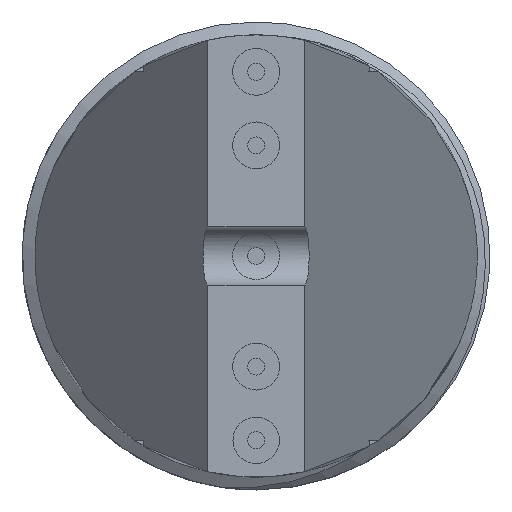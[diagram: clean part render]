
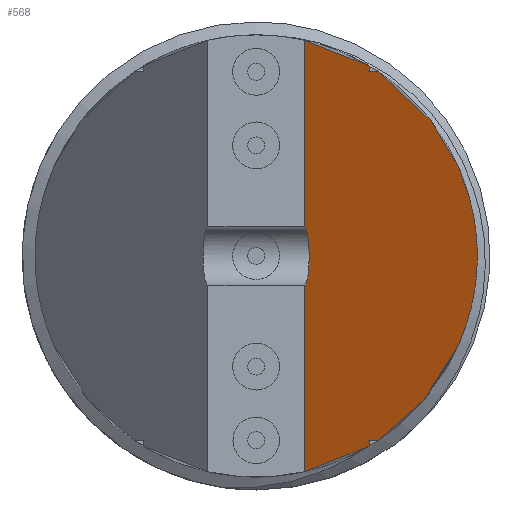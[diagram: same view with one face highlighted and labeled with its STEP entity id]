
A CAD part, left-side view. The second image highlights one B-rep face of the part: STEP entity #568.
In plain terms, the highlighted planar face has unit normal (-0.158, -0.987, 0).
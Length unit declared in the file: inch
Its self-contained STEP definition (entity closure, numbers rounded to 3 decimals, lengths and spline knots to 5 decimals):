
#13 = EDGE_CURVE ( 'NONE', #2346, #2440, #4369, .T. ) ;
#60 = EDGE_CURVE ( 'NONE', #3722, #1613, #1919, .T. ) ;
#86 = AXIS2_PLACEMENT_3D ( 'NONE', #3074, #1168, #1190 ) ;
#111 = CARTESIAN_POINT ( 'NONE',  ( 0., -0.02576, 0.0985 ) ) ;
#142 =( BOUNDED_CURVE ( )  B_SPLINE_CURVE ( 3, ( #1197, #2625, #1219, #1174 ),
 .UNSPECIFIED., .F., .F. ) 
 B_SPLINE_CURVE_WITH_KNOTS ( ( 4, 4 ),
 ( 2.15534, 4.12785 ),
 .UNSPECIFIED. ) 
 CURVE ( )  GEOMETRIC_REPRESENTATION_ITEM ( )  RATIONAL_B_SPLINE_CURVE ( ( 1., 0.701, 0.701, 1. ) ) 
 REPRESENTATION_ITEM ( '' )  );
#201 = DIRECTION ( 'NONE',  ( 0., 0., 1. ) ) ;
#228 = ORIENTED_EDGE ( 'NONE', *, *, #13, .F. ) ;
#341 = ORIENTED_EDGE ( 'NONE', *, *, #60, .F. ) ;
#362 = CARTESIAN_POINT ( 'NONE',  ( 0.21654, -0.06041, 0.3937 ) ) ;
#370 = CARTESIAN_POINT ( 'NONE',  ( 0.07644, -0.03799, 0.11253 ) ) ;
#439 = DIRECTION ( 'NONE',  ( -0.987, 0.158, 0. ) ) ;
#534 = CARTESIAN_POINT ( 'NONE',  ( 0., -0.02576, -0.11527 ) ) ;
#568 = ADVANCED_FACE ( 'NONE', ( #2975 ), #3707, .F. ) ;
#626 = VERTEX_POINT ( 'NONE', #2093 ) ;
#765 = CARTESIAN_POINT ( 'NONE',  ( 0., -0.02576, -0.11527 ) ) ;
#785 = CARTESIAN_POINT ( 'NONE',  ( 0., -0.02576, 0.3937 ) ) ;
#811 = CARTESIAN_POINT ( 'NONE',  ( 0.21654, -0.06041, -0.10149 ) ) ;
#890 = CARTESIAN_POINT ( 'NONE',  ( 0.21654, -0.06041, -0.0985 ) ) ;
#895 = VERTEX_POINT ( 'NONE', #3615 ) ;
#999 = CARTESIAN_POINT ( 'NONE',  ( 0.21654, -0.06041, 0.3937 ) ) ;
#1166 = CARTESIAN_POINT ( 'NONE',  ( 0.07644, -0.03799, -0.11253 ) ) ;
#1168 = DIRECTION ( 'NONE',  ( 0.158, 0.987, 0. ) ) ;
#1174 = CARTESIAN_POINT ( 'NONE',  ( 0.24634, -0.06517, -0.0985 ) ) ;
#1190 = DIRECTION ( 'NONE',  ( 0., 0., -1. ) ) ;
#1197 = CARTESIAN_POINT ( 'NONE',  ( 0.24634, -0.06517, 0.0985 ) ) ;
#1219 = CARTESIAN_POINT ( 'NONE',  ( 0.73452, -0.14327, -0.04682 ) ) ;
#1306 = CARTESIAN_POINT ( 'NONE',  ( 0.0315, -0.0308, 0.01575 ) ) ;
#1351 = LINE ( 'NONE', #999, #1360 ) ;
#1360 = VECTOR ( 'NONE', #201, 39.37008 ) ;
#1364 = EDGE_LOOP ( 'NONE', ( #2081, #3818, #341, #3029, #228, #2295, #3014, #2539, #4279, #2756 ) ) ;
#1429 = EDGE_CURVE ( 'NONE', #2440, #3722, #2874, .T. ) ;
#1438 = CARTESIAN_POINT ( 'NONE',  ( 0.14923, -0.04964, 0.1079 ) ) ;
#1504 = VECTOR ( 'NONE', #1807, 39.37008 ) ;
#1527 = CARTESIAN_POINT ( 'NONE',  ( 0.21654, -0.06041, -0.10149 ) ) ;
#1538 = EDGE_CURVE ( 'NONE', #626, #1750, #3350, .T. ) ;
#1546 = EDGE_CURVE ( 'NONE', #895, #1613, #3684, .T. ) ;
#1547 = DIRECTION ( 'NONE',  ( 0., 0., -1. ) ) ;
#1613 = VERTEX_POINT ( 'NONE', #534 ) ;
#1617 = CARTESIAN_POINT ( 'NONE',  ( 0.21654, -0.06041, 0.10149 ) ) ;
#1620 =( BOUNDED_CURVE ( )  B_SPLINE_CURVE ( 3, ( #1840, #370, #1438, #4615 ),
 .UNSPECIFIED., .F., .F. ) 
 B_SPLINE_CURVE_WITH_KNOTS ( ( 4, 4 ),
 ( 1.7907, 2.10765 ),
 .UNSPECIFIED. ) 
 CURVE ( )  GEOMETRIC_REPRESENTATION_ITEM ( )  RATIONAL_B_SPLINE_CURVE ( ( 1., 0.992, 0.992, 1. ) ) 
 REPRESENTATION_ITEM ( '' )  );
#1683 = EDGE_CURVE ( 'NONE', #895, #1750, #1765, .T. ) ;
#1686 = CARTESIAN_POINT ( 'NONE',  ( 0., -0.02576, -0.01575 ) ) ;
#1709 = CARTESIAN_POINT ( 'NONE',  ( 0., -0.02576, 0.01575 ) ) ;
#1723 = EDGE_CURVE ( 'NONE', #2401, #1992, #1351, .T. ) ;
#1728 = CARTESIAN_POINT ( 'NONE',  ( 0., -0.02576, 0.01575 ) ) ;
#1750 = VERTEX_POINT ( 'NONE', #1709 ) ;
#1765 =( BOUNDED_CURVE ( )  B_SPLINE_CURVE ( 3, ( #1686, #3806, #1306, #1728 ),
 .UNSPECIFIED., .F., .F. ) 
 B_SPLINE_CURVE_WITH_KNOTS ( ( 4, 4 ),
 ( 4.71239, 7.85398 ),
 .UNSPECIFIED. ) 
 CURVE ( )  GEOMETRIC_REPRESENTATION_ITEM ( )  RATIONAL_B_SPLINE_CURVE ( ( 1., 0.333, 0.333, 1. ) ) 
 REPRESENTATION_ITEM ( '' )  );
#1787 = VECTOR ( 'NONE', #3686, 39.37008 ) ;
#1807 = DIRECTION ( 'NONE',  ( 0., 0., -1. ) ) ;
#1840 = CARTESIAN_POINT ( 'NONE',  ( 0., -0.02576, 0.11527 ) ) ;
#1919 =( BOUNDED_CURVE ( )  B_SPLINE_CURVE ( 3, ( #811, #2572, #1166, #765 ),
 .UNSPECIFIED., .F., .F. ) 
 B_SPLINE_CURVE_WITH_KNOTS ( ( 4, 4 ),
 ( 4.17553, 4.49248 ),
 .UNSPECIFIED. ) 
 CURVE ( )  GEOMETRIC_REPRESENTATION_ITEM ( )  RATIONAL_B_SPLINE_CURVE ( ( 1., 0.992, 0.992, 1. ) ) 
 REPRESENTATION_ITEM ( '' )  );
#1929 = LINE ( 'NONE', #111, #3756 ) ;
#1976 = DIRECTION ( 'NONE',  ( 0., 0., -1. ) ) ;
#1992 = VERTEX_POINT ( 'NONE', #1617 ) ;
#2081 = ORIENTED_EDGE ( 'NONE', *, *, #1683, .F. ) ;
#2093 = CARTESIAN_POINT ( 'NONE',  ( 0., -0.02576, 0.11527 ) ) ;
#2185 = VERTEX_POINT ( 'NONE', #4618 ) ;
#2295 = ORIENTED_EDGE ( 'NONE', *, *, #3081, .F. ) ;
#2346 = VERTEX_POINT ( 'NONE', #3813 ) ;
#2401 = VERTEX_POINT ( 'NONE', #3028 ) ;
#2440 = VERTEX_POINT ( 'NONE', #890 ) ;
#2539 = ORIENTED_EDGE ( 'NONE', *, *, #1723, .T. ) ;
#2572 = CARTESIAN_POINT ( 'NONE',  ( 0.14923, -0.04964, -0.1079 ) ) ;
#2625 = CARTESIAN_POINT ( 'NONE',  ( 0.73452, -0.14327, 0.04682 ) ) ;
#2657 = VECTOR ( 'NONE', #1976, 39.37008 ) ;
#2756 = ORIENTED_EDGE ( 'NONE', *, *, #1538, .T. ) ;
#2869 = EDGE_CURVE ( 'NONE', #626, #1992, #1620, .T. ) ;
#2874 = LINE ( 'NONE', #362, #1504 ) ;
#2975 = FACE_OUTER_BOUND ( 'NONE', #1364, .T. ) ;
#3014 = ORIENTED_EDGE ( 'NONE', *, *, #3710, .T. ) ;
#3028 = CARTESIAN_POINT ( 'NONE',  ( 0.21654, -0.06041, 0.0985 ) ) ;
#3029 = ORIENTED_EDGE ( 'NONE', *, *, #1429, .F. ) ;
#3074 = CARTESIAN_POINT ( 'NONE',  ( 0., -0.02576, 0.3937 ) ) ;
#3081 = EDGE_CURVE ( 'NONE', #2185, #2346, #142, .T. ) ;
#3186 = VECTOR ( 'NONE', #1547, 39.37008 ) ;
#3329 = CARTESIAN_POINT ( 'NONE',  ( 0., -0.02576, -0.0985 ) ) ;
#3350 = LINE ( 'NONE', #785, #3186 ) ;
#3403 = CARTESIAN_POINT ( 'NONE',  ( 0., -0.02576, 0.3937 ) ) ;
#3615 = CARTESIAN_POINT ( 'NONE',  ( 0., -0.02576, -0.01575 ) ) ;
#3684 = LINE ( 'NONE', #3403, #2657 ) ;
#3686 = DIRECTION ( 'NONE',  ( -0.987, 0.158, 0. ) ) ;
#3707 = PLANE ( 'NONE',  #86 ) ;
#3710 = EDGE_CURVE ( 'NONE', #2185, #2401, #1929, .T. ) ;
#3722 = VERTEX_POINT ( 'NONE', #1527 ) ;
#3756 = VECTOR ( 'NONE', #439, 39.37008 ) ;
#3806 = CARTESIAN_POINT ( 'NONE',  ( 0.0315, -0.0308, -0.01575 ) ) ;
#3813 = CARTESIAN_POINT ( 'NONE',  ( 0.24634, -0.06517, -0.0985 ) ) ;
#3818 = ORIENTED_EDGE ( 'NONE', *, *, #1546, .T. ) ;
#4279 = ORIENTED_EDGE ( 'NONE', *, *, #2869, .F. ) ;
#4369 = LINE ( 'NONE', #3329, #1787 ) ;
#4615 = CARTESIAN_POINT ( 'NONE',  ( 0.21654, -0.06041, 0.10149 ) ) ;
#4618 = CARTESIAN_POINT ( 'NONE',  ( 0.24634, -0.06517, 0.0985 ) ) ;
